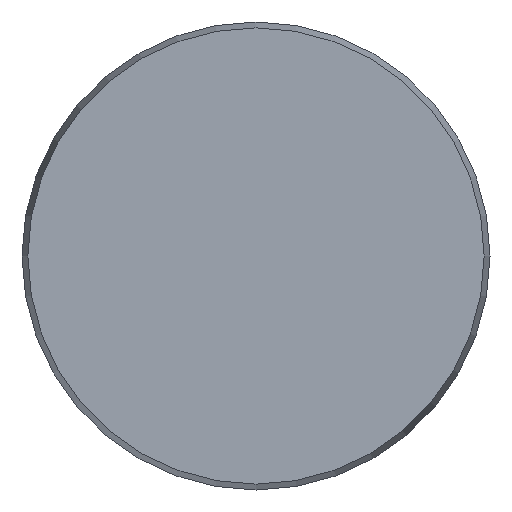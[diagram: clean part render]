
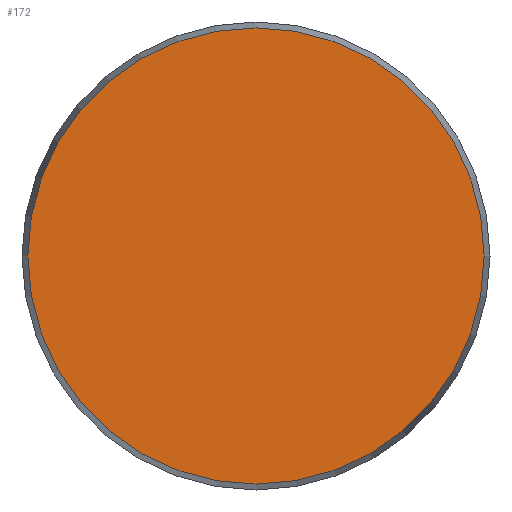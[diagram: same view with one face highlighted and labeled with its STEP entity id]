
A CAD part, front view. The second image highlights one B-rep face of the part: STEP entity #172.
In plain terms, the highlighted planar face has unit normal (0, -1, 0).
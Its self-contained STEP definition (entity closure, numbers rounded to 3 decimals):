
#172 = ADVANCED_FACE( '', ( #362 ), #363, .F. );
#362 = FACE_OUTER_BOUND( '', #591, .T. );
#363 = PLANE( '', #592 );
#591 = EDGE_LOOP( '', ( #1023 ) );
#592 = AXIS2_PLACEMENT_3D( '', #1024, #1025, #1026 );
#1023 = ORIENTED_EDGE( '', *, *, #1257, .T. );
#1024 = CARTESIAN_POINT( '', ( 58.5, 0., 0. ) );
#1025 = DIRECTION( '', ( 0., 1., 0. ) );
#1026 = DIRECTION( '', ( 0., 0., 1. ) );
#1257 = EDGE_CURVE( '', #1496, #1496, #1497, .T. );
#1496 = VERTEX_POINT( '', #2023 );
#1497 = CIRCLE( '', #2024, 58.5 );
#2023 = CARTESIAN_POINT( '', ( 0., 0., -58.5 ) );
#2024 = AXIS2_PLACEMENT_3D( '', #2259, #2260, #2261 );
#2259 = CARTESIAN_POINT( '', ( 0., 0., 0. ) );
#2260 = DIRECTION( '', ( 0., -1., 0. ) );
#2261 = DIRECTION( '', ( 0., 0., -1. ) );
